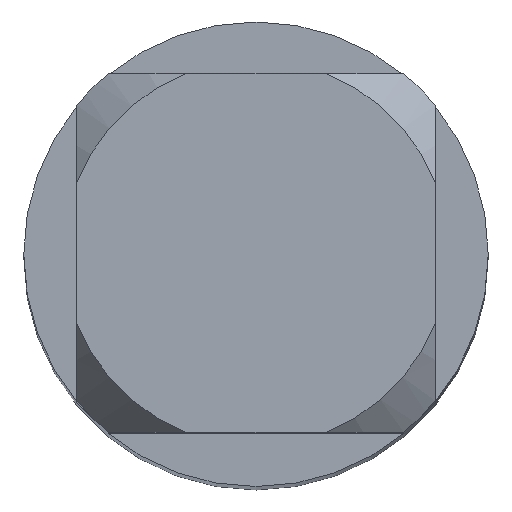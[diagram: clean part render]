
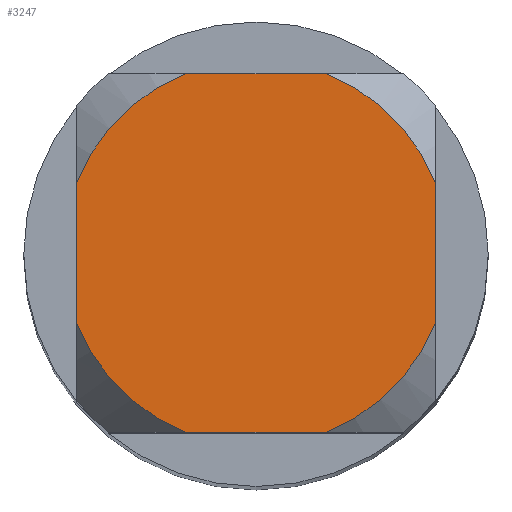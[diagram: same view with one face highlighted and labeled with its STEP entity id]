
A CAD part, top view. The second image highlights one B-rep face of the part: STEP entity #3247.
In plain terms, the highlighted planar face has unit normal (0, 0, 1).
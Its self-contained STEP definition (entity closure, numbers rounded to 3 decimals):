
#3241=VERTEX_POINT('',#8472);
#3247=ADVANCED_FACE('',(#8479),#8480,.T.);
#3283=EDGE_CURVE('',#4155,#5577,#8520,.T.);
#3601=EDGE_CURVE('',#7659,#4089,#8865,.T.);
#4089=VERTEX_POINT('',#9385);
#4155=VERTEX_POINT('',#9455);
#4579=VERTEX_POINT('',#9910);
#4971=EDGE_CURVE('',#7659,#3241,#10349,.T.);
#5105=EDGE_CURVE('',#4579,#5577,#10495,.T.);
#5577=VERTEX_POINT('',#11013);
#5993=EDGE_CURVE('',#4579,#6047,#11466,.T.);
#6047=VERTEX_POINT('',#11525);
#6325=VERTEX_POINT('',#11830);
#7317=EDGE_CURVE('',#4155,#4089,#12910,.T.);
#7357=EDGE_CURVE('',#6325,#6047,#12955,.T.);
#7659=VERTEX_POINT('',#13285);
#7687=EDGE_CURVE('',#6325,#3241,#13313,.T.);
#8472=CARTESIAN_POINT('',(0.529,-1.35,0.0));
#8479=FACE_OUTER_BOUND('',#14629,.T.);
#8480=PLANE('',#14630);
#8520=LINE('',#14694,#14695);
#8865=LINE('',#15425,#15426);
#9385=CARTESIAN_POINT('',(1.35,0.529,0.0));
#9455=CARTESIAN_POINT('',(0.529,1.35,0.0));
#9910=CARTESIAN_POINT('',(-1.35,0.529,0.0));
#10349=CIRCLE('',#18283,1.45);
#10495=CIRCLE('',#18584,1.45);
#11013=CARTESIAN_POINT('',(-0.529,1.35,0.0));
#11466=LINE('',#20297,#20298);
#11525=CARTESIAN_POINT('',(-1.35,-0.529,0.0));
#11830=CARTESIAN_POINT('',(-0.529,-1.35,0.0));
#12910=CIRCLE('',#23010,1.45);
#12955=CIRCLE('',#23086,1.45);
#13285=CARTESIAN_POINT('',(1.35,-0.529,0.0));
#13313=LINE('',#23702,#23703);
#14629=EDGE_LOOP('',(#24564,#24565,#24566,#24567,#24568,#24569,#24570,#24571));
#14630=AXIS2_PLACEMENT_3D('',#24572,#24573,#24574);
#14694=CARTESIAN_POINT('',(0.0,1.35,0.0));
#14695=VECTOR('',#24623,1.0);
#15425=CARTESIAN_POINT('',(1.35,0.363,0.0));
#15426=VECTOR('',#24977,1.0);
#18283=AXIS2_PLACEMENT_3D('',#26678,#26679,#26680);
#18584=AXIS2_PLACEMENT_3D('',#26825,#26826,#26827);
#20297=CARTESIAN_POINT('',(-1.35,0.363,0.0));
#20298=VECTOR('',#27871,1.0);
#23010=AXIS2_PLACEMENT_3D('',#29492,#29493,#29494);
#23086=AXIS2_PLACEMENT_3D('',#29546,#29547,#29548);
#23702=CARTESIAN_POINT('',(0.0,-1.35,0.0));
#23703=VECTOR('',#29927,1.0);
#24564=ORIENTED_EDGE('',*,*,#5993,.T.);
#24565=ORIENTED_EDGE('',*,*,#7357,.F.);
#24566=ORIENTED_EDGE('',*,*,#7687,.T.);
#24567=ORIENTED_EDGE('',*,*,#4971,.F.);
#24568=ORIENTED_EDGE('',*,*,#3601,.T.);
#24569=ORIENTED_EDGE('',*,*,#7317,.F.);
#24570=ORIENTED_EDGE('',*,*,#3283,.T.);
#24571=ORIENTED_EDGE('',*,*,#5105,.F.);
#24572=CARTESIAN_POINT('',(0.0,0.725,0.0));
#24573=DIRECTION('',(-0.0,0.0,1.0));
#24574=DIRECTION('',(0.0,-1.0,0.0));
#24623=DIRECTION('',(-1.0,0.0,0.0));
#24977=DIRECTION('',(-0.0,1.0,0.0));
#26678=CARTESIAN_POINT('',(0.0,0.0,0.0));
#26679=DIRECTION('',(0.0,0.0,-1.0));
#26680=DIRECTION('',(0.0,1.0,0.0));
#26825=CARTESIAN_POINT('',(0.0,0.0,0.0));
#26826=DIRECTION('',(0.0,0.0,-1.0));
#26827=DIRECTION('',(0.0,1.0,0.0));
#27871=DIRECTION('',(-0.0,-1.0,0.0));
#29492=CARTESIAN_POINT('',(0.0,0.0,0.0));
#29493=DIRECTION('',(0.0,0.0,-1.0));
#29494=DIRECTION('',(0.0,1.0,0.0));
#29546=CARTESIAN_POINT('',(0.0,0.0,0.0));
#29547=DIRECTION('',(0.0,0.0,-1.0));
#29548=DIRECTION('',(0.0,1.0,0.0));
#29927=DIRECTION('',(1.0,0.0,0.0));
